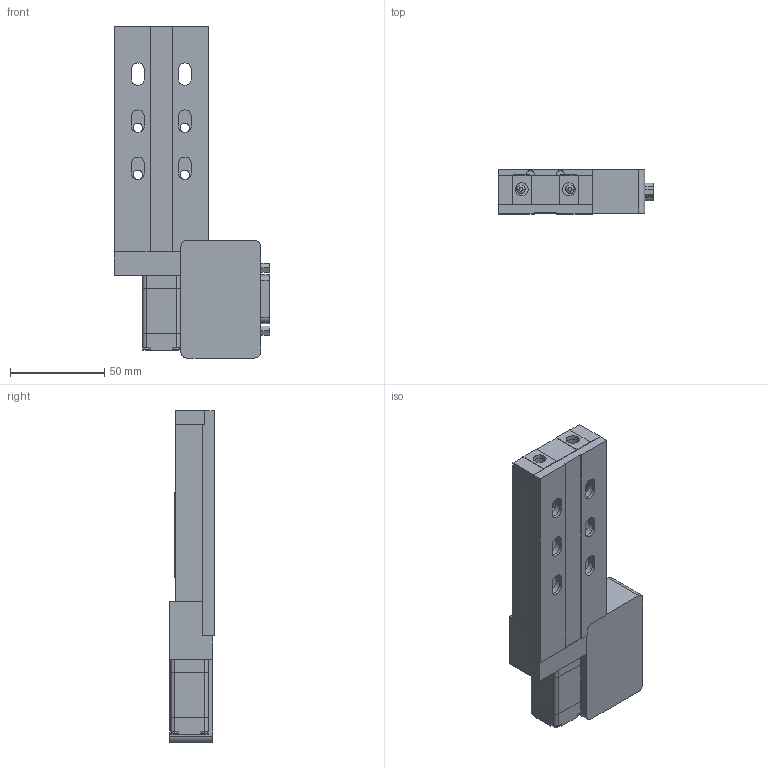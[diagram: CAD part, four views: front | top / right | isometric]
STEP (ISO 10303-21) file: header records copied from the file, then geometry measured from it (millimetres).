
FILE_DESCRIPTION (( 'STEP AP203' ), '1' );
FILE_NAME ('LRM025x-T3A.step', '2023-11-03T18:23:34', ( '' ), ( '' ), 'SwSTEP 2.0', 'SolidWorks 2019', '' );
FILE_SCHEMA (( 'CONFIG_CONTROL_DESIGN' ));
Length unit declared in the file: millimetre
Products named in the file (4): LRM_base^LRM_LRM025; LRM_carriage^LRM_LRM; NMS08_motor^LRM_LRM-T3A; LRM025x-T3A
Assembly tree (3 placements, depth 2):
  LRM025x-T3A
    LRM_base^LRM_LRM025
    LRM_carriage^LRM_LRM
    NMS08_motor^LRM_LRM-T3A
Bounding box: 82.57 x 23.48 x 176.5 mm (x, y, z)
Volume: 180954.1 mm3; surface area: 64937.8 mm2
Topology: 22 solids, 22 shells, 473 faces, 1147 edges, 762 vertices
Faces by surface type: plane 258, cylinder 207, torus 8
Entity records: 14429 total; most frequent: DIRECTION 2537, CARTESIAN_POINT 2388, ORIENTED_EDGE 2294, EDGE_CURVE 1147, AXIS2_PLACEMENT_3D 911, VERTEX_POINT 762, LINE 715, VECTOR 715
